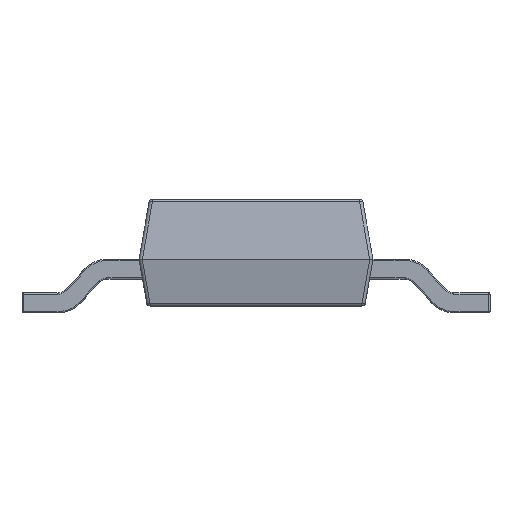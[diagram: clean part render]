
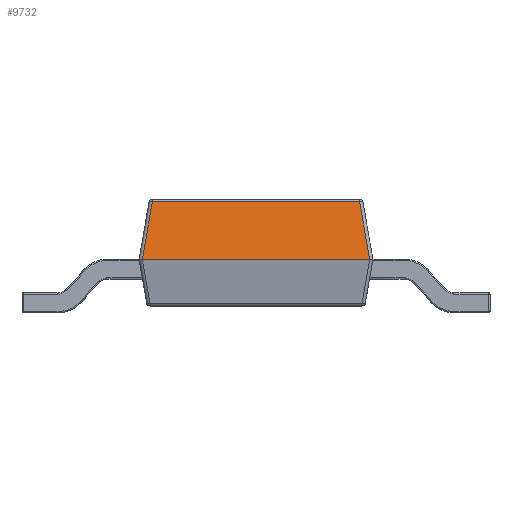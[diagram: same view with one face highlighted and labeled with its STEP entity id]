
A CAD part, left-side view. The second image highlights one B-rep face of the part: STEP entity #9732.
In plain terms, the highlighted planar face has unit normal (-0.985, 0, 0.174).
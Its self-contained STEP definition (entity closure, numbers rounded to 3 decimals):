
#1720 = CYLINDRICAL_SURFACE('',#1721,0.05);
#1721 = AXIS2_PLACEMENT_3D('',#1722,#1723,#1724);
#1722 = CARTESIAN_POINT('',(-3.049,0.,1.65));
#1723 = DIRECTION('',(0.,1.,0.));
#1724 = DIRECTION('',(0.,0.,1.));
#8938 = PLANE('',#8939);
#8939 = AXIS2_PLACEMENT_3D('',#8940,#8941,#8942);
#8940 = CARTESIAN_POINT('',(-3.25,-1.75,0.8));
#8941 = DIRECTION('',(-0.985,0.,-0.174));
#8942 = DIRECTION('',(-0.174,0.,0.985));
#8963 = VERTEX_POINT('',#8964);
#8964 = CARTESIAN_POINT('',(-3.25,-1.701,0.8));
#8985 = EDGE_CURVE('',#8986,#8963,#8988,.T.);
#8986 = VERTEX_POINT('',#8987);
#8987 = CARTESIAN_POINT('',(-3.25,1.701,0.8));
#8988 = SURFACE_CURVE('',#8989,(#8993,#9000),.PCURVE_S1.);
#8989 = LINE('',#8990,#8991);
#8990 = CARTESIAN_POINT('',(-3.25,-1.75,0.8));
#8991 = VECTOR('',#8992,1.);
#8992 = DIRECTION('',(0.,-1.,0.));
#8993 = PCURVE('',#8938,#8994);
#8994 = DEFINITIONAL_REPRESENTATION('',(#8995),#8999);
#8995 = LINE('',#8996,#8997);
#8996 = CARTESIAN_POINT('',(0.,0.));
#8997 = VECTOR('',#8998,1.);
#8998 = DIRECTION('',(0.,-1.));
#8999 = ( GEOMETRIC_REPRESENTATION_CONTEXT(2) 
PARAMETRIC_REPRESENTATION_CONTEXT() REPRESENTATION_CONTEXT('2D SPACE',''
  ) );
#9000 = PCURVE('',#9001,#9006);
#9001 = PLANE('',#9002);
#9002 = AXIS2_PLACEMENT_3D('',#9003,#9004,#9005);
#9003 = CARTESIAN_POINT('',(-3.25,-1.75,0.8));
#9004 = DIRECTION('',(-0.985,0.,0.174));
#9005 = DIRECTION('',(0.174,0.,0.985));
#9006 = DEFINITIONAL_REPRESENTATION('',(#9007),#9011);
#9007 = LINE('',#9008,#9009);
#9008 = CARTESIAN_POINT('',(0.,0.));
#9009 = VECTOR('',#9010,1.);
#9010 = DIRECTION('',(0.,-1.));
#9011 = ( GEOMETRIC_REPRESENTATION_CONTEXT(2) 
PARAMETRIC_REPRESENTATION_CONTEXT() REPRESENTATION_CONTEXT('2D SPACE',''
  ) );
#9677 = CYLINDRICAL_SURFACE('',#9678,0.05);
#9678 = AXIS2_PLACEMENT_3D('',#9679,#9680,#9681);
#9679 = CARTESIAN_POINT('',(-3.1,1.6,1.364)
  );
#9680 = DIRECTION('',(-0.171,0.171,-0.97));
#9681 = DIRECTION('',(0.,0.985,0.174)
  );
#9732 = ADVANCED_FACE('',(#9733),#9001,.T.);
#9733 = FACE_BOUND('',#9734,.T.);
#9734 = EDGE_LOOP('',(#9735,#9736,#9764,#9787));
#9735 = ORIENTED_EDGE('',*,*,#8985,.T.);
#9736 = ORIENTED_EDGE('',*,*,#9737,.T.);
#9737 = EDGE_CURVE('',#8963,#9738,#9740,.T.);
#9738 = VERTEX_POINT('',#9739);
#9739 = CARTESIAN_POINT('',(-3.099,-1.549,
    1.659));
#9740 = SURFACE_CURVE('',#9741,(#9745,#9752),.PCURVE_S1.);
#9741 = LINE('',#9742,#9743);
#9742 = CARTESIAN_POINT('',(-3.251,-1.702,
    0.792));
#9743 = VECTOR('',#9744,1.);
#9744 = DIRECTION('',(0.171,0.171,0.97));
#9745 = PCURVE('',#9001,#9746);
#9746 = DEFINITIONAL_REPRESENTATION('',(#9747),#9751);
#9747 = LINE('',#9748,#9749);
#9748 = CARTESIAN_POINT('',(-0.008,0.048));
#9749 = VECTOR('',#9750,1.);
#9750 = DIRECTION('',(0.985,0.171));
#9751 = ( GEOMETRIC_REPRESENTATION_CONTEXT(2) 
PARAMETRIC_REPRESENTATION_CONTEXT() REPRESENTATION_CONTEXT('2D SPACE',''
  ) );
#9752 = PCURVE('',#9753,#9758);
#9753 = CYLINDRICAL_SURFACE('',#9754,0.05);
#9754 = AXIS2_PLACEMENT_3D('',#9755,#9756,#9757);
#9755 = CARTESIAN_POINT('',(-3.202,-1.702,0.783
    ));
#9756 = DIRECTION('',(-0.171,-0.171,-0.97));
#9757 = DIRECTION('',(0.,0.985,
    -0.174));
#9758 = DEFINITIONAL_REPRESENTATION('',(#9759),#9763);
#9759 = LINE('',#9760,#9761);
#9760 = CARTESIAN_POINT('',(4.682,0.));
#9761 = VECTOR('',#9762,1.);
#9762 = DIRECTION('',(0.,-1.));
#9763 = ( GEOMETRIC_REPRESENTATION_CONTEXT(2) 
PARAMETRIC_REPRESENTATION_CONTEXT() REPRESENTATION_CONTEXT('2D SPACE',''
  ) );
#9764 = ORIENTED_EDGE('',*,*,#9765,.T.);
#9765 = EDGE_CURVE('',#9738,#9766,#9768,.T.);
#9766 = VERTEX_POINT('',#9767);
#9767 = CARTESIAN_POINT('',(-3.099,1.549,
    1.659));
#9768 = SURFACE_CURVE('',#9769,(#9773,#9780),.PCURVE_S1.);
#9769 = LINE('',#9770,#9771);
#9770 = CARTESIAN_POINT('',(-3.099,-1.75,1.659));
#9771 = VECTOR('',#9772,1.);
#9772 = DIRECTION('',(0.,1.,0.));
#9773 = PCURVE('',#9001,#9774);
#9774 = DEFINITIONAL_REPRESENTATION('',(#9775),#9779);
#9775 = LINE('',#9776,#9777);
#9776 = CARTESIAN_POINT('',(0.872,0.));
#9777 = VECTOR('',#9778,1.);
#9778 = DIRECTION('',(0.,1.));
#9779 = ( GEOMETRIC_REPRESENTATION_CONTEXT(2) 
PARAMETRIC_REPRESENTATION_CONTEXT() REPRESENTATION_CONTEXT('2D SPACE',''
  ) );
#9780 = PCURVE('',#1720,#9781);
#9781 = DEFINITIONAL_REPRESENTATION('',(#9782),#9786);
#9782 = LINE('',#9783,#9784);
#9783 = CARTESIAN_POINT('',(4.887,-1.75));
#9784 = VECTOR('',#9785,1.);
#9785 = DIRECTION('',(0.,1.));
#9786 = ( GEOMETRIC_REPRESENTATION_CONTEXT(2) 
PARAMETRIC_REPRESENTATION_CONTEXT() REPRESENTATION_CONTEXT('2D SPACE',''
  ) );
#9787 = ORIENTED_EDGE('',*,*,#9788,.T.);
#9788 = EDGE_CURVE('',#9766,#8986,#9789,.T.);
#9789 = SURFACE_CURVE('',#9790,(#9794,#9801),.PCURVE_S1.);
#9790 = LINE('',#9791,#9792);
#9791 = CARTESIAN_POINT('',(-3.149,1.6,1.373)
  );
#9792 = VECTOR('',#9793,1.);
#9793 = DIRECTION('',(-0.171,0.171,-0.97));
#9794 = PCURVE('',#9001,#9795);
#9795 = DEFINITIONAL_REPRESENTATION('',(#9796),#9800);
#9796 = LINE('',#9797,#9798);
#9797 = CARTESIAN_POINT('',(0.582,3.35));
#9798 = VECTOR('',#9799,1.);
#9799 = DIRECTION('',(-0.985,0.171));
#9800 = ( GEOMETRIC_REPRESENTATION_CONTEXT(2) 
PARAMETRIC_REPRESENTATION_CONTEXT() REPRESENTATION_CONTEXT('2D SPACE',''
  ) );
#9801 = PCURVE('',#9677,#9802);
#9802 = DEFINITIONAL_REPRESENTATION('',(#9803),#9807);
#9803 = LINE('',#9804,#9805);
#9804 = CARTESIAN_POINT('',(4.743,0.));
#9805 = VECTOR('',#9806,1.);
#9806 = DIRECTION('',(0.,1.));
#9807 = ( GEOMETRIC_REPRESENTATION_CONTEXT(2) 
PARAMETRIC_REPRESENTATION_CONTEXT() REPRESENTATION_CONTEXT('2D SPACE',''
  ) );
